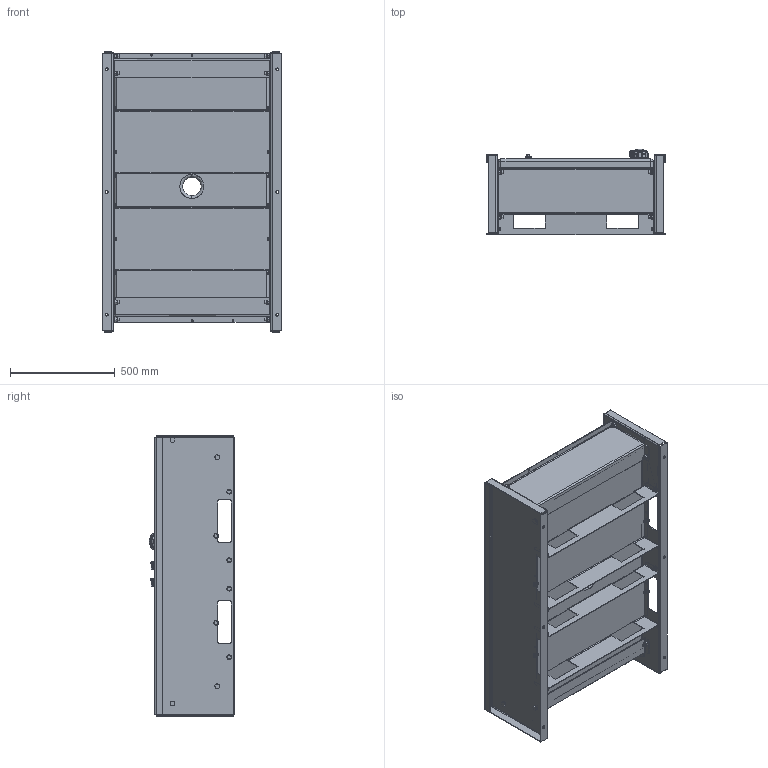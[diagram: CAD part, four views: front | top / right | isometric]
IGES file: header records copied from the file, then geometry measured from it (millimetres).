
Start section: SolidWorks IGES file using analytic representation for surfaces
Global section: file name: 815001-000STEP (DE FUEL TANK).IGS; native system: SolidWorks 2019; preprocessor: SolidWorks 2019; author: dcall; date: 191226.135547; units: inch
Bounding box: 850.9 x 406.05 x 1333.98 mm (x, y, z)
Surface area: 6505252.3 mm2 (no closed solid volume)
Topology: 0 solids, 0 shells, 1200 faces, 16899 edges, 16916 vertices
Faces by surface type: bspline 708, revolution 492
